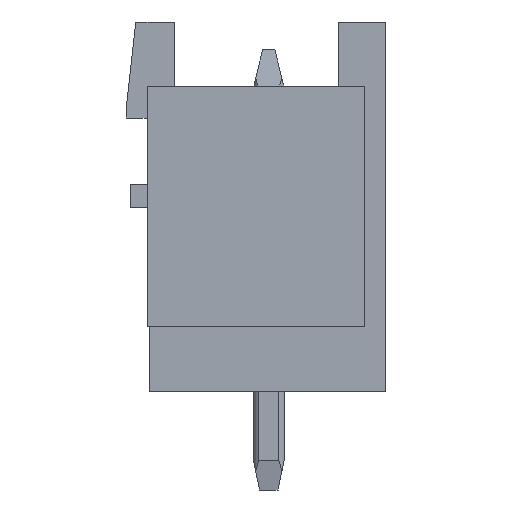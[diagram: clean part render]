
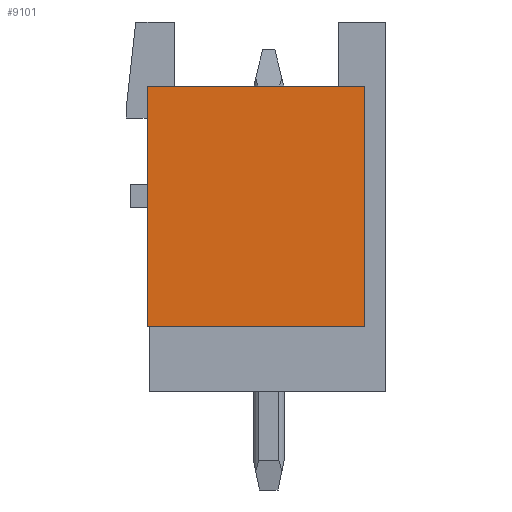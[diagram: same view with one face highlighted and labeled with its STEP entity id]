
A CAD part, left-side view. The second image highlights one B-rep face of the part: STEP entity #9101.
In plain terms, the highlighted planar face has unit normal (-1, 0, 0).
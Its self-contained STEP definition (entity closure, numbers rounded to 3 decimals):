
#9074=AXIS2_PLACEMENT_3D('Plane Axis2P3D',#9071,#9072,#9073) ;
#9049=CARTESIAN_POINT('Vertex',(0.,7.75,13.1)) ;
#9052=CARTESIAN_POINT('Line Origine',(0.,4.225,13.1)) ;
#9056=CARTESIAN_POINT('Vertex',(0.,0.7,13.1)) ;
#9071=CARTESIAN_POINT('Axis2P3D Location',(0.,7.75,5.3)) ;
#9076=CARTESIAN_POINT('Line Origine',(0.,7.75,9.2)) ;
#9080=CARTESIAN_POINT('Vertex',(0.,7.75,5.3)) ;
#9083=CARTESIAN_POINT('Line Origine',(0.,4.225,5.3)) ;
#9087=CARTESIAN_POINT('Vertex',(0.,0.7,5.3)) ;
#9090=CARTESIAN_POINT('Line Origine',(0.,0.7,9.2)) ;
#9053=DIRECTION('Vector Direction',(0.,-1.,0.)) ;
#9072=DIRECTION('Axis2P3D Direction',(1.,0.,0.)) ;
#9073=DIRECTION('Axis2P3D XDirection',(0.,0.,1.)) ;
#9077=DIRECTION('Vector Direction',(0.,0.,1.)) ;
#9084=DIRECTION('Vector Direction',(0.,-1.,0.)) ;
#9091=DIRECTION('Vector Direction',(0.,0.,1.)) ;
#9054=VECTOR('Line Direction',#9053,1.) ;
#9078=VECTOR('Line Direction',#9077,1.) ;
#9085=VECTOR('Line Direction',#9084,1.) ;
#9092=VECTOR('Line Direction',#9091,1.) ;
#9096=ORIENTED_EDGE('',*,*,#9058,.F.) ;
#9097=ORIENTED_EDGE('',*,*,#9082,.T.) ;
#9098=ORIENTED_EDGE('',*,*,#9089,.T.) ;
#9099=ORIENTED_EDGE('',*,*,#9094,.F.) ;
#9101=ADVANCED_FACE('HOUSING',(#9100),#9075,.F.) ;
#9058=EDGE_CURVE('',#9050,#9057,#9055,.T.) ;
#9082=EDGE_CURVE('',#9050,#9081,#9079,.F.) ;
#9089=EDGE_CURVE('',#9081,#9088,#9086,.T.) ;
#9094=EDGE_CURVE('',#9057,#9088,#9093,.F.) ;
#9095=EDGE_LOOP('',(#9096,#9097,#9098,#9099)) ;
#9100=FACE_OUTER_BOUND('',#9095,.T.) ;
#9055=LINE('Line',#9052,#9054) ;
#9079=LINE('Line',#9076,#9078) ;
#9086=LINE('Line',#9083,#9085) ;
#9093=LINE('Line',#9090,#9092) ;
#9075=PLANE('',#9074) ;
#9050=VERTEX_POINT('',#9049) ;
#9057=VERTEX_POINT('',#9056) ;
#9081=VERTEX_POINT('',#9080) ;
#9088=VERTEX_POINT('',#9087) ;
